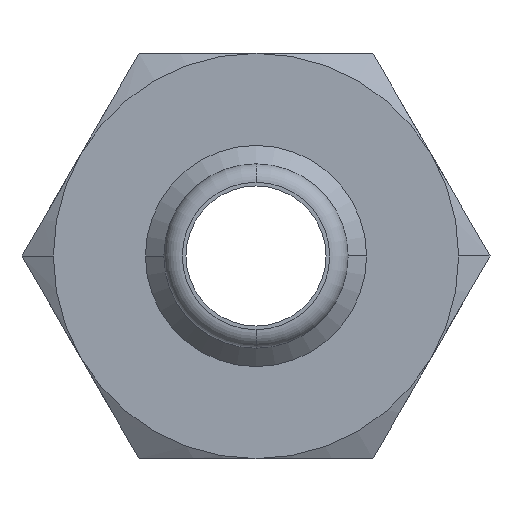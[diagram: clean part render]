
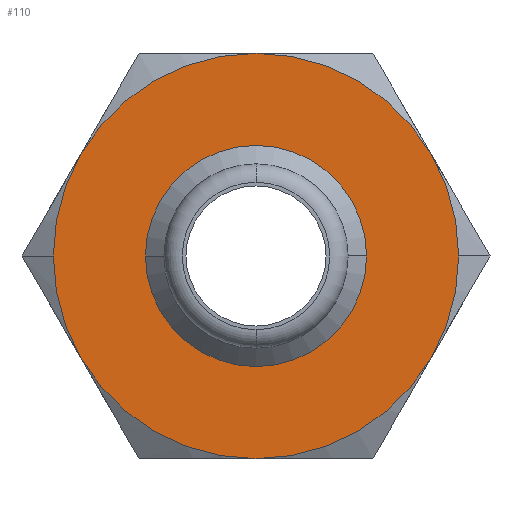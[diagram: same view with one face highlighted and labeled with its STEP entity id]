
A CAD part, front view. The second image highlights one B-rep face of the part: STEP entity #110.
In plain terms, the highlighted planar face has unit normal (0, -1, 0).
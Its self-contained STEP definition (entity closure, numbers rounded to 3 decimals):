
#110=ADVANCED_FACE('',(#250,#251),#252,.T.);
#250=FACE_OUTER_BOUND('',#419,.T.);
#251=FACE_BOUND('',#420,.T.);
#252=PLANE('',#421);
#419=EDGE_LOOP('',(#673,#674,#675,#676,#677,#678,#679,#680));
#420=EDGE_LOOP('',(#681,#682));
#421=AXIS2_PLACEMENT_3D('',#683,#684,#685);
#673=ORIENTED_EDGE('',*,*,#1040,.F.);
#674=ORIENTED_EDGE('',*,*,#978,.F.);
#675=ORIENTED_EDGE('',*,*,#1041,.F.);
#676=ORIENTED_EDGE('',*,*,#1042,.F.);
#677=ORIENTED_EDGE('',*,*,#1043,.F.);
#678=ORIENTED_EDGE('',*,*,#961,.F.);
#679=ORIENTED_EDGE('',*,*,#1044,.F.);
#680=ORIENTED_EDGE('',*,*,#1020,.F.);
#681=ORIENTED_EDGE('',*,*,#1045,.F.);
#682=ORIENTED_EDGE('',*,*,#987,.F.);
#683=CARTESIAN_POINT('',(5.5,20.0,0.0));
#684=DIRECTION('',(-0.0,-1.0,-0.0));
#685=DIRECTION('',(-1.0,0.0,0.0));
#961=EDGE_CURVE('',#1125,#1122,#1127,.T.);
#978=EDGE_CURVE('',#1155,#1157,#1158,.T.);
#987=EDGE_CURVE('',#1171,#1173,#1174,.T.);
#1020=EDGE_CURVE('',#1223,#1226,#1227,.T.);
#1040=EDGE_CURVE('',#1157,#1223,#1253,.T.);
#1041=EDGE_CURVE('',#1195,#1155,#1254,.T.);
#1042=EDGE_CURVE('',#1255,#1195,#1256,.T.);
#1043=EDGE_CURVE('',#1122,#1255,#1257,.T.);
#1044=EDGE_CURVE('',#1226,#1125,#1258,.T.);
#1045=EDGE_CURVE('',#1173,#1171,#1259,.T.);
#1122=VERTEX_POINT('',#1350);
#1125=VERTEX_POINT('',#1364);
#1127=CIRCLE('',#1377,11.0);
#1155=VERTEX_POINT('',#1417);
#1157=VERTEX_POINT('',#1430);
#1158=CIRCLE('',#1431,11.0);
#1171=VERTEX_POINT('',#1457);
#1173=VERTEX_POINT('',#1460);
#1174=CIRCLE('',#1461,6.0);
#1195=VERTEX_POINT('',#1487);
#1223=VERTEX_POINT('',#1552);
#1226=VERTEX_POINT('',#1556);
#1227=CIRCLE('',#1557,11.0);
#1253=CIRCLE('',#1665,11.0);
#1254=CIRCLE('',#1666,11.0);
#1255=VERTEX_POINT('',#1667);
#1256=CIRCLE('',#1668,11.0);
#1257=CIRCLE('',#1669,11.0);
#1258=CIRCLE('',#1670,11.0);
#1259=CIRCLE('',#1671,6.0);
#1350=CARTESIAN_POINT('',(-9.526,20.0,-5.5));
#1364=CARTESIAN_POINT('',(0.0,20.0,-11.0));
#1377=AXIS2_PLACEMENT_3D('',#1873,#1874,#1875);
#1417=CARTESIAN_POINT('',(0.,20.0,11.0));
#1430=CARTESIAN_POINT('',(9.526,20.0,5.5));
#1431=AXIS2_PLACEMENT_3D('',#1907,#1908,#1909);
#1457=CARTESIAN_POINT('',(6.0,20.0,0.));
#1460=CARTESIAN_POINT('',(-6.0,20.0,0.));
#1461=AXIS2_PLACEMENT_3D('',#1919,#1920,#1921);
#1487=CARTESIAN_POINT('',(-9.526,20.0,5.5));
#1552=CARTESIAN_POINT('',(11.0,20.0,0.));
#1556=CARTESIAN_POINT('',(9.526,20.0,-5.5));
#1557=AXIS2_PLACEMENT_3D('',#1968,#1969,#1970);
#1665=AXIS2_PLACEMENT_3D('',#1982,#1983,#1984);
#1666=AXIS2_PLACEMENT_3D('',#1985,#1986,#1987);
#1667=CARTESIAN_POINT('',(-11.0,20.0,0.));
#1668=AXIS2_PLACEMENT_3D('',#1988,#1989,#1990);
#1669=AXIS2_PLACEMENT_3D('',#1991,#1992,#1993);
#1670=AXIS2_PLACEMENT_3D('',#1994,#1995,#1996);
#1671=AXIS2_PLACEMENT_3D('',#1997,#1998,#1999);
#1873=CARTESIAN_POINT('',(0.0,20.0,0.0));
#1874=DIRECTION('',(-0.0,1.0,0.0));
#1875=DIRECTION('',(1.0,0.0,0.0));
#1907=CARTESIAN_POINT('',(0.0,20.0,0.0));
#1908=DIRECTION('',(-0.0,1.0,0.0));
#1909=DIRECTION('',(1.0,0.0,0.0));
#1919=CARTESIAN_POINT('',(0.0,20.0,0.0));
#1920=DIRECTION('',(0.0,-1.0,0.0));
#1921=DIRECTION('',(1.0,0.0,0.0));
#1968=CARTESIAN_POINT('',(0.0,20.0,0.0));
#1969=DIRECTION('',(-0.0,1.0,0.0));
#1970=DIRECTION('',(1.0,0.0,0.0));
#1982=CARTESIAN_POINT('',(0.0,20.0,0.0));
#1983=DIRECTION('',(-0.0,1.0,0.0));
#1984=DIRECTION('',(1.0,0.0,0.0));
#1985=CARTESIAN_POINT('',(0.0,20.0,0.0));
#1986=DIRECTION('',(-0.0,1.0,0.0));
#1987=DIRECTION('',(1.0,0.0,0.0));
#1988=CARTESIAN_POINT('',(0.0,20.0,0.0));
#1989=DIRECTION('',(-0.0,1.0,0.0));
#1990=DIRECTION('',(1.0,0.0,0.0));
#1991=CARTESIAN_POINT('',(0.0,20.0,0.0));
#1992=DIRECTION('',(-0.0,1.0,0.0));
#1993=DIRECTION('',(1.0,0.0,0.0));
#1994=CARTESIAN_POINT('',(0.0,20.0,0.0));
#1995=DIRECTION('',(-0.0,1.0,0.0));
#1996=DIRECTION('',(1.0,0.0,0.0));
#1997=CARTESIAN_POINT('',(0.0,20.0,0.0));
#1998=DIRECTION('',(0.0,-1.0,0.0));
#1999=DIRECTION('',(1.0,0.0,0.0));
